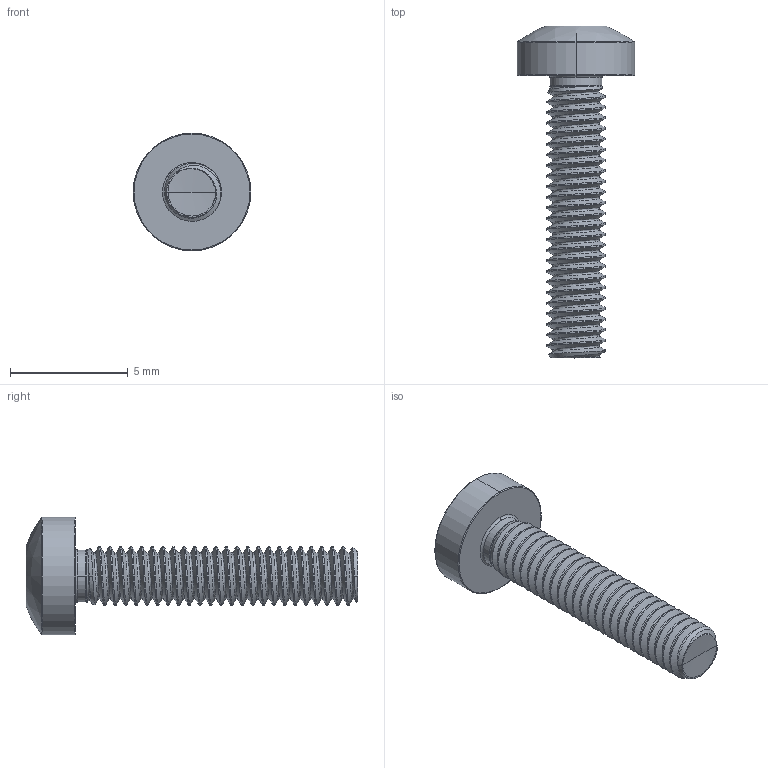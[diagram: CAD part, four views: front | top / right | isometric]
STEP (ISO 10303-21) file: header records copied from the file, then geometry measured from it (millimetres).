
FILE_DESCRIPTION (( 'STEP AP203' ), '1' );
FILE_NAME ('STM390250120.STEP', '2020-12-23T14:39:02', ( '' ), ( '' ), 'SwSTEP 2.0', 'SolidWorks 2015', '' );
FILE_SCHEMA (( 'CONFIG_CONTROL_DESIGN' ));
Length unit declared in the file: millimetre
Products named in the file (2): STM390250120
Bounding box: 5 x 14.1 x 5 mm (x, y, z)
Volume: 78.6 mm3; surface area: 208.9 mm2
Topology: 1 solids, 1 shells, 123 faces, 327 edges, 206 vertices
Faces by surface type: cylinder 73, bspline 18, torus 14, cone 11, sphere 4, plane 3
Entity records: 22714 total; most frequent: CARTESIAN_POINT 19986, ORIENTED_EDGE 650, DIRECTION 430, EDGE_CURVE 325, VERTEX_POINT 206, AXIS2_PLACEMENT_3D 174, EDGE_LOOP 125, ADVANCED_FACE 123
